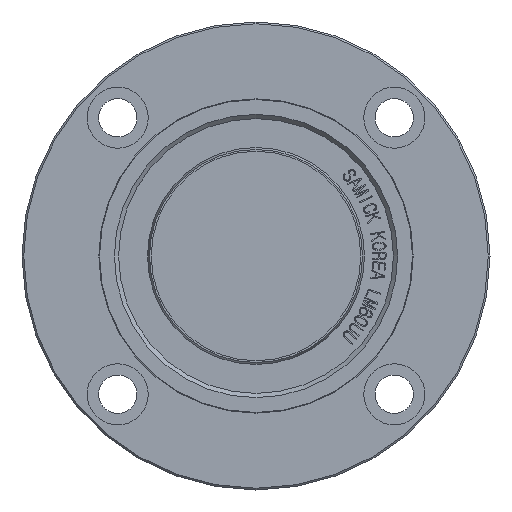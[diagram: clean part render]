
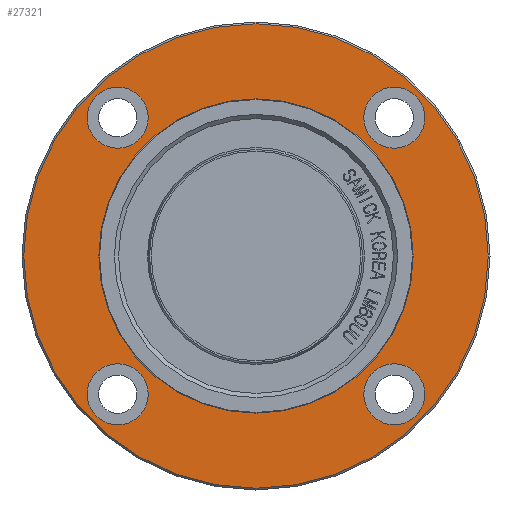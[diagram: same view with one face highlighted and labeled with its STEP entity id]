
A CAD part, front view. The second image highlights one B-rep face of the part: STEP entity #27321.
In plain terms, the highlighted planar face has unit normal (0, -1, 0).
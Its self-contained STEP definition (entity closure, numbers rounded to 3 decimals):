
#26931=CARTESIAN_POINT('',(-30.848,-62.5,-39.598));
#26932=VERTEX_POINT('',#26931);
#26933=CARTESIAN_POINT('',(-39.598,-62.5,-39.598));
#26934=DIRECTION('',(0.0,1.0,0.0));
#26935=DIRECTION('',(1.0,0.0,0.0));
#26936=AXIS2_PLACEMENT_3D('',#26933,#26934,#26935);
#26937=CIRCLE('',#26936,8.75);
#26938=EDGE_CURVE('',#26932,#26932,#26937,.T.);
#26999=CARTESIAN_POINT('',(48.348,-62.5,-39.598));
#27000=VERTEX_POINT('',#26999);
#27001=CARTESIAN_POINT('',(39.598,-62.5,-39.598));
#27002=DIRECTION('',(0.0,1.0,0.0));
#27003=DIRECTION('',(1.0,0.0,0.0));
#27004=AXIS2_PLACEMENT_3D('',#27001,#27002,#27003);
#27005=CIRCLE('',#27004,8.75);
#27006=EDGE_CURVE('',#27000,#27000,#27005,.T.);
#27067=CARTESIAN_POINT('',(48.348,-62.5,39.598));
#27068=VERTEX_POINT('',#27067);
#27069=CARTESIAN_POINT('',(39.598,-62.5,39.598));
#27070=DIRECTION('',(0.0,1.0,0.0));
#27071=DIRECTION('',(1.0,0.0,0.0));
#27072=AXIS2_PLACEMENT_3D('',#27069,#27070,#27071);
#27073=CIRCLE('',#27072,8.75);
#27074=EDGE_CURVE('',#27068,#27068,#27073,.T.);
#27135=CARTESIAN_POINT('',(-30.848,-62.5,39.598));
#27136=VERTEX_POINT('',#27135);
#27137=CARTESIAN_POINT('',(-39.598,-62.5,39.598));
#27138=DIRECTION('',(0.0,1.0,0.0));
#27139=DIRECTION('',(1.0,0.0,0.0));
#27140=AXIS2_PLACEMENT_3D('',#27137,#27138,#27139);
#27141=CIRCLE('',#27140,8.75);
#27142=EDGE_CURVE('',#27136,#27136,#27141,.T.);
#27175=CARTESIAN_POINT('',(45.,-62.5,0.0));
#27176=VERTEX_POINT('',#27175);
#27177=CARTESIAN_POINT('',(0.0,-62.5,0.0));
#27178=DIRECTION('',(0.0,-1.0,0.0));
#27179=DIRECTION('',(1.0,0.0,0.0));
#27180=AXIS2_PLACEMENT_3D('',#27177,#27178,#27179);
#27181=CIRCLE('',#27180,45.);
#27182=EDGE_CURVE('',#27176,#27176,#27181,.T.);
#27283=CARTESIAN_POINT('',(66.5,-62.5,0.0));
#27284=VERTEX_POINT('',#27283);
#27285=CARTESIAN_POINT('',(0.0,-62.5,0.0));
#27286=DIRECTION('',(0.0,-1.0,0.0));
#27287=DIRECTION('',(1.0,0.0,0.0));
#27288=AXIS2_PLACEMENT_3D('',#27285,#27286,#27287);
#27289=CIRCLE('',#27288,66.5);
#27290=EDGE_CURVE('',#27284,#27284,#27289,.T.);
#27298=CARTESIAN_POINT('',(55.75,-62.5,0.0));
#27299=DIRECTION('',(0.0,-1.0,0.0));
#27300=DIRECTION('',(0.0,0.0,-1.0));
#27301=AXIS2_PLACEMENT_3D('',#27298,#27299,#27300);
#27302=PLANE('',#27301);
#27303=ORIENTED_EDGE('',*,*,#27290,.T.);
#27304=EDGE_LOOP('',(#27303));
#27305=FACE_OUTER_BOUND('',#27304,.T.);
#27306=ORIENTED_EDGE('',*,*,#26938,.T.);
#27307=EDGE_LOOP('',(#27306));
#27308=FACE_BOUND('',#27307,.T.);
#27309=ORIENTED_EDGE('',*,*,#27006,.T.);
#27310=EDGE_LOOP('',(#27309));
#27311=FACE_BOUND('',#27310,.T.);
#27312=ORIENTED_EDGE('',*,*,#27074,.T.);
#27313=EDGE_LOOP('',(#27312));
#27314=FACE_BOUND('',#27313,.T.);
#27315=ORIENTED_EDGE('',*,*,#27142,.T.);
#27316=EDGE_LOOP('',(#27315));
#27317=FACE_BOUND('',#27316,.T.);
#27318=ORIENTED_EDGE('',*,*,#27182,.F.);
#27319=EDGE_LOOP('',(#27318));
#27320=FACE_BOUND('',#27319,.T.);
#27321=ADVANCED_FACE('',(#27305,#27308,#27311,#27314,#27317,#27320),#27302,.T.);
